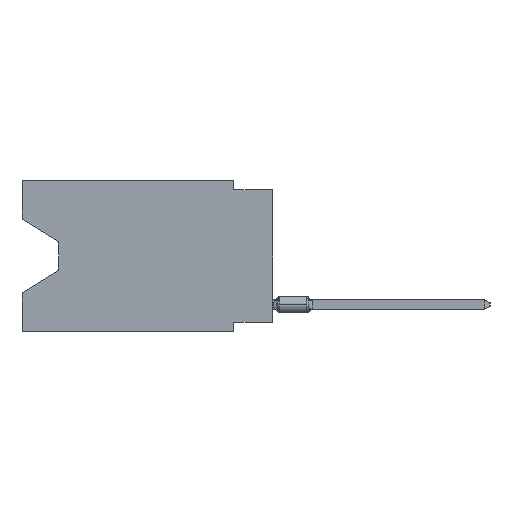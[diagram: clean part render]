
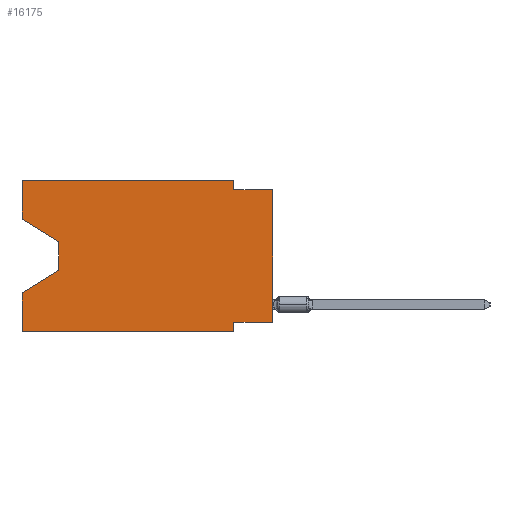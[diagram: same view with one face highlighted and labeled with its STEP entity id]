
A CAD part, left-side view. The second image highlights one B-rep face of the part: STEP entity #16175.
In plain terms, the highlighted planar face has unit normal (-1, 0, 0).
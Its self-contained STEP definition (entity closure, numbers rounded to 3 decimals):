
#176 = CARTESIAN_POINT ( 'NONE',  ( 0., 2.54, 0. ) ) ;
#242 = PLANE ( 'NONE',  #7834 ) ;
#1628 = VERTEX_POINT ( 'NONE', #48455 ) ;
#1806 = VECTOR ( 'NONE', #36254, 1000. ) ;
#2589 = CARTESIAN_POINT ( 'NONE',  ( 0., 0., -0.635 ) ) ;
#2708 = ORIENTED_EDGE ( 'NONE', *, *, #47528, .T. ) ;
#2970 = LINE ( 'NONE', #66918, #21928 ) ;
#4016 = ORIENTED_EDGE ( 'NONE', *, *, #22994, .F. ) ;
#4220 = LINE ( 'NONE', #21770, #79380 ) ;
#4437 = LINE ( 'NONE', #30758, #13476 ) ;
#4934 = EDGE_LOOP ( 'NONE', ( #57657, #63084, #2708, #77967, #5465, #10484, #36322, #44489, #56221, #69412, #4016, #54449 ) ) ;
#5219 = DIRECTION ( 'NONE',  ( 0., 0., -1. ) ) ;
#5465 = ORIENTED_EDGE ( 'NONE', *, *, #50035, .T. ) ;
#7795 = CARTESIAN_POINT ( 'NONE',  ( 0., 2.54, -0.635 ) ) ;
#7834 = AXIS2_PLACEMENT_3D ( 'NONE', #33247, #76725, #26974 ) ;
#10484 = ORIENTED_EDGE ( 'NONE', *, *, #77230, .F. ) ;
#11554 = DIRECTION ( 'NONE',  ( 0., 1., 0. ) ) ;
#12868 = VERTEX_POINT ( 'NONE', #48268 ) ;
#13476 = VECTOR ( 'NONE', #56246, 1000. ) ;
#13483 = VECTOR ( 'NONE', #16006, 1000. ) ;
#13591 = VECTOR ( 'NONE', #11554, 1000. ) ;
#14157 = VERTEX_POINT ( 'NONE', #15033 ) ;
#14396 = VERTEX_POINT ( 'NONE', #75616 ) ;
#15033 = CARTESIAN_POINT ( 'NONE',  ( 0., 2.54, -9.906 ) ) ;
#16006 = DIRECTION ( 'NONE',  ( 0., 0., 1. ) ) ;
#16175 = ADVANCED_FACE ( 'NONE', ( #57495 ), #242, .F. ) ;
#16480 = CARTESIAN_POINT ( 'NONE',  ( 0., 16.383, 0. ) ) ;
#16772 = VECTOR ( 'NONE', #33184, 1000. ) ;
#18995 = LINE ( 'NONE', #176, #16772 ) ;
#19519 = CARTESIAN_POINT ( 'NONE',  ( 0., 16.383, -2.546 ) ) ;
#20470 = VECTOR ( 'NONE', #50382, 1000. ) ;
#21036 = CARTESIAN_POINT ( 'NONE',  ( 0., 2.54, -9.271 ) ) ;
#21492 = EDGE_CURVE ( 'NONE', #12868, #40618, #4437, .T. ) ;
#21770 = CARTESIAN_POINT ( 'NONE',  ( 0., 13.97, -5.893 ) ) ;
#21928 = VECTOR ( 'NONE', #40992, 1000. ) ;
#22694 = EDGE_CURVE ( 'NONE', #12868, #81825, #61707, .T. ) ;
#22994 = EDGE_CURVE ( 'NONE', #28620, #14396, #54070, .T. ) ;
#24624 = CARTESIAN_POINT ( 'NONE',  ( 0., 13.97, -5.893 ) ) ;
#25255 = CARTESIAN_POINT ( 'NONE',  ( 0., 13.97, -4.013 ) ) ;
#26974 = DIRECTION ( 'NONE',  ( 0., 0., -1. ) ) ;
#28456 = DIRECTION ( 'NONE',  ( 0., 0.855, -0.519 ) ) ;
#28592 = DIRECTION ( 'NONE',  ( 0., -1., 0. ) ) ;
#28620 = VERTEX_POINT ( 'NONE', #33808 ) ;
#30758 = CARTESIAN_POINT ( 'NONE',  ( 0., 0., 0. ) ) ;
#31660 = DIRECTION ( 'NONE',  ( 0., -0.855, -0.519 ) ) ;
#33184 = DIRECTION ( 'NONE',  ( 0., 0., -1. ) ) ;
#33247 = CARTESIAN_POINT ( 'NONE',  ( 0., 16.383, 0. ) ) ;
#33808 = CARTESIAN_POINT ( 'NONE',  ( 0., 16.383, 0. ) ) ;
#36254 = DIRECTION ( 'NONE',  ( 0., -1., 0. ) ) ;
#36322 = ORIENTED_EDGE ( 'NONE', *, *, #22694, .F. ) ;
#39321 = LINE ( 'NONE', #57313, #69937 ) ;
#40618 = VERTEX_POINT ( 'NONE', #2589 ) ;
#40992 = DIRECTION ( 'NONE',  ( 0., 0., 1. ) ) ;
#42846 = LINE ( 'NONE', #25255, #44348 ) ;
#43310 = CARTESIAN_POINT ( 'NONE',  ( 0., 0., -9.271 ) ) ;
#44300 = CARTESIAN_POINT ( 'NONE',  ( 0., 13.97, -4.013 ) ) ;
#44348 = VECTOR ( 'NONE', #5219, 1000. ) ;
#44489 = ORIENTED_EDGE ( 'NONE', *, *, #21492, .T. ) ;
#45708 = VERTEX_POINT ( 'NONE', #47144 ) ;
#47144 = CARTESIAN_POINT ( 'NONE',  ( 0., 16.383, -2.546 ) ) ;
#47528 = EDGE_CURVE ( 'NONE', #69091, #72822, #4220, .T. ) ;
#48268 = CARTESIAN_POINT ( 'NONE',  ( 0., 0., -9.271 ) ) ;
#48455 = CARTESIAN_POINT ( 'NONE',  ( 0., 16.383, -9.906 ) ) ;
#49689 = VECTOR ( 'NONE', #28592, 1000. ) ;
#50035 = EDGE_CURVE ( 'NONE', #1628, #14157, #75076, .T. ) ;
#50382 = DIRECTION ( 'NONE',  ( 0., -1., 0. ) ) ;
#51149 = CARTESIAN_POINT ( 'NONE',  ( 0., 16.383, -7.36 ) ) ;
#51620 = EDGE_CURVE ( 'NONE', #1628, #72822, #2970, .T. ) ;
#53591 = CARTESIAN_POINT ( 'NONE',  ( 0., 16.383, 0. ) ) ;
#54070 = LINE ( 'NONE', #16480, #49689 ) ;
#54186 = VECTOR ( 'NONE', #31660, 1000. ) ;
#54449 = ORIENTED_EDGE ( 'NONE', *, *, #71349, .F. ) ;
#56221 = ORIENTED_EDGE ( 'NONE', *, *, #76105, .F. ) ;
#56246 = DIRECTION ( 'NONE',  ( 0., 0., 1. ) ) ;
#56819 = EDGE_CURVE ( 'NONE', #14396, #82538, #18995, .T. ) ;
#57153 = VERTEX_POINT ( 'NONE', #44300 ) ;
#57313 = CARTESIAN_POINT ( 'NONE',  ( 0., 2.54, -9.906 ) ) ;
#57495 = FACE_OUTER_BOUND ( 'NONE', #4934, .T. ) ;
#57657 = ORIENTED_EDGE ( 'NONE', *, *, #79155, .T. ) ;
#61707 = LINE ( 'NONE', #43310, #13591 ) ;
#63084 = ORIENTED_EDGE ( 'NONE', *, *, #66434, .T. ) ;
#65250 = DIRECTION ( 'NONE',  ( 0., 0., -1. ) ) ;
#66434 = EDGE_CURVE ( 'NONE', #57153, #69091, #42846, .T. ) ;
#66918 = CARTESIAN_POINT ( 'NONE',  ( 0., 16.383, 0. ) ) ;
#67607 = LINE ( 'NONE', #79308, #1806 ) ;
#69091 = VERTEX_POINT ( 'NONE', #24624 ) ;
#69412 = ORIENTED_EDGE ( 'NONE', *, *, #56819, .F. ) ;
#69937 = VECTOR ( 'NONE', #65250, 1000. ) ;
#71349 = EDGE_CURVE ( 'NONE', #45708, #28620, #78292, .T. ) ;
#72822 = VERTEX_POINT ( 'NONE', #51149 ) ;
#75076 = LINE ( 'NONE', #75483, #20470 ) ;
#75483 = CARTESIAN_POINT ( 'NONE',  ( 0., 16.383, -9.906 ) ) ;
#75616 = CARTESIAN_POINT ( 'NONE',  ( 0., 2.54, 0. ) ) ;
#76105 = EDGE_CURVE ( 'NONE', #82538, #40618, #67607, .T. ) ;
#76725 = DIRECTION ( 'NONE',  ( 1., 0., 0. ) ) ;
#77206 = LINE ( 'NONE', #19519, #54186 ) ;
#77230 = EDGE_CURVE ( 'NONE', #81825, #14157, #39321, .T. ) ;
#77967 = ORIENTED_EDGE ( 'NONE', *, *, #51620, .F. ) ;
#78292 = LINE ( 'NONE', #53591, #13483 ) ;
#79155 = EDGE_CURVE ( 'NONE', #45708, #57153, #77206, .T. ) ;
#79308 = CARTESIAN_POINT ( 'NONE',  ( 0., 0., -0.635 ) ) ;
#79380 = VECTOR ( 'NONE', #28456, 1000. ) ;
#81825 = VERTEX_POINT ( 'NONE', #21036 ) ;
#82538 = VERTEX_POINT ( 'NONE', #7795 ) ;
